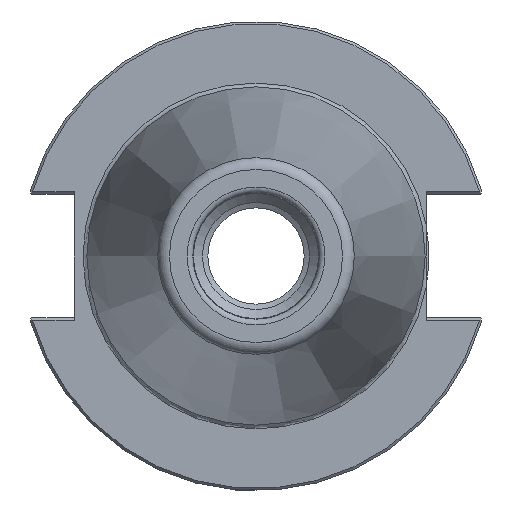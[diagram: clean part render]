
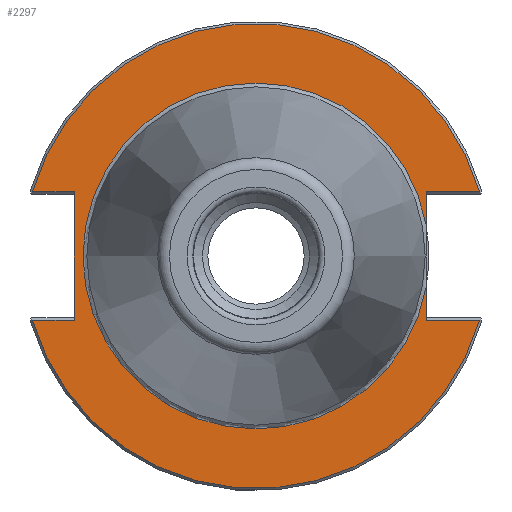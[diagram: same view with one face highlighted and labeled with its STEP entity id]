
A CAD part, left-side view. The second image highlights one B-rep face of the part: STEP entity #2297.
In plain terms, the highlighted planar face has unit normal (-1, 0, 0).
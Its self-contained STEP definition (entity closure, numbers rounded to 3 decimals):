
#125=PLANE('',#2493);
#236=FACE_OUTER_BOUND('',#362,.T.);
#362=EDGE_LOOP('',(#1680,#1681,#1682,#1683,#1684,#1685,#1686,#1687,#1688,
#1689,#1690));
#496=LINE('',#3630,#620);
#499=LINE('',#3689,#623);
#500=LINE('',#3695,#624);
#501=LINE('',#3697,#625);
#502=LINE('',#3701,#626);
#503=LINE('',#3703,#627);
#504=LINE('',#3704,#628);
#620=VECTOR('',#2881,10.);
#623=VECTOR('',#2900,10.);
#624=VECTOR('',#2905,10.);
#625=VECTOR('',#2906,10.);
#626=VECTOR('',#2909,10.);
#627=VECTOR('',#2910,10.);
#628=VECTOR('',#2911,10.);
#761=CIRCLE('',#2491,48.25);
#763=CIRCLE('',#2494,35.9);
#764=CIRCLE('',#2495,35.9);
#765=CIRCLE('',#2496,48.25);
#949=VERTEX_POINT('',#3627);
#950=VERTEX_POINT('',#3629);
#958=VERTEX_POINT('',#3676);
#961=VERTEX_POINT('',#3688);
#962=VERTEX_POINT('',#3690);
#963=VERTEX_POINT('',#3692);
#964=VERTEX_POINT('',#3694);
#965=VERTEX_POINT('',#3696);
#966=VERTEX_POINT('',#3698);
#967=VERTEX_POINT('',#3700);
#968=VERTEX_POINT('',#3702);
#1228=EDGE_CURVE('',#949,#950,#496,.T.);
#1240=EDGE_CURVE('',#950,#958,#761,.T.);
#1244=EDGE_CURVE('',#949,#961,#499,.T.);
#1245=EDGE_CURVE('',#961,#962,#763,.T.);
#1246=EDGE_CURVE('',#962,#963,#764,.T.);
#1247=EDGE_CURVE('',#963,#964,#500,.T.);
#1248=EDGE_CURVE('',#965,#964,#501,.T.);
#1249=EDGE_CURVE('',#966,#965,#765,.T.);
#1250=EDGE_CURVE('',#967,#966,#502,.T.);
#1251=EDGE_CURVE('',#967,#968,#503,.T.);
#1252=EDGE_CURVE('',#958,#968,#504,.T.);
#1680=ORIENTED_EDGE('',*,*,#1228,.F.);
#1681=ORIENTED_EDGE('',*,*,#1244,.T.);
#1682=ORIENTED_EDGE('',*,*,#1245,.T.);
#1683=ORIENTED_EDGE('',*,*,#1246,.T.);
#1684=ORIENTED_EDGE('',*,*,#1247,.T.);
#1685=ORIENTED_EDGE('',*,*,#1248,.F.);
#1686=ORIENTED_EDGE('',*,*,#1249,.F.);
#1687=ORIENTED_EDGE('',*,*,#1250,.F.);
#1688=ORIENTED_EDGE('',*,*,#1251,.T.);
#1689=ORIENTED_EDGE('',*,*,#1252,.F.);
#1690=ORIENTED_EDGE('',*,*,#1240,.F.);
#2297=ADVANCED_FACE('',(#236),#125,.T.);
#2491=AXIS2_PLACEMENT_3D('',#3677,#2894,#2895);
#2493=AXIS2_PLACEMENT_3D('',#3687,#2898,#2899);
#2494=AXIS2_PLACEMENT_3D('',#3691,#2901,#2902);
#2495=AXIS2_PLACEMENT_3D('',#3693,#2903,#2904);
#2496=AXIS2_PLACEMENT_3D('',#3699,#2907,#2908);
#2881=DIRECTION('',(0.,-1.,0.));
#2894=DIRECTION('center_axis',(1.,0.,0.));
#2895=DIRECTION('ref_axis',(0.,0.,-1.));
#2898=DIRECTION('center_axis',(-1.,0.,0.));
#2899=DIRECTION('ref_axis',(0.,0.,1.));
#2900=DIRECTION('',(0.,0.,1.));
#2901=DIRECTION('center_axis',(1.,0.,0.));
#2902=DIRECTION('ref_axis',(0.,0.,-1.));
#2903=DIRECTION('center_axis',(1.,0.,0.));
#2904=DIRECTION('ref_axis',(0.,0.,-1.));
#2905=DIRECTION('',(0.,0.,1.));
#2906=DIRECTION('',(0.,1.,0.));
#2907=DIRECTION('center_axis',(1.,0.,0.));
#2908=DIRECTION('ref_axis',(0.,0.,-1.));
#2909=DIRECTION('',(0.,1.,0.));
#2910=DIRECTION('',(0.,0.,-1.));
#2911=DIRECTION('',(0.,-1.,0.));
#3627=CARTESIAN_POINT('',(3.175,-35.3,-13.325));
#3629=CARTESIAN_POINT('',(3.175,-46.373,-13.325));
#3630=CARTESIAN_POINT('',(3.175,-13.707,-13.325));
#3676=CARTESIAN_POINT('',(3.175,46.373,-13.325));
#3677=CARTESIAN_POINT('Origin',(3.175,0.,
0.));
#3687=CARTESIAN_POINT('Origin',(3.175,48.25,0.));
#3688=CARTESIAN_POINT('',(3.175,-35.3,-6.536));
#3689=CARTESIAN_POINT('',(3.175,-35.3,-6.413));
#3690=CARTESIAN_POINT('',(3.175,0.,35.9));
#3691=CARTESIAN_POINT('Origin',(3.175,0.,
0.));
#3692=CARTESIAN_POINT('',(3.175,-35.3,6.536));
#3693=CARTESIAN_POINT('Origin',(3.175,0.,
0.));
#3694=CARTESIAN_POINT('',(3.175,-35.3,13.325));
#3695=CARTESIAN_POINT('',(3.175,-35.3,-6.413));
#3696=CARTESIAN_POINT('',(3.175,-46.373,13.325));
#3697=CARTESIAN_POINT('',(3.175,6.475,13.325));
#3698=CARTESIAN_POINT('',(3.175,46.373,13.325));
#3699=CARTESIAN_POINT('Origin',(3.175,0.,
0.));
#3700=CARTESIAN_POINT('',(3.175,37.7,13.325));
#3701=CARTESIAN_POINT('',(3.175,61.395,13.325));
#3702=CARTESIAN_POINT('',(3.175,37.7,-13.325));
#3703=CARTESIAN_POINT('',(3.175,37.7,6.413));
#3704=CARTESIAN_POINT('',(3.175,42.975,-13.325));
